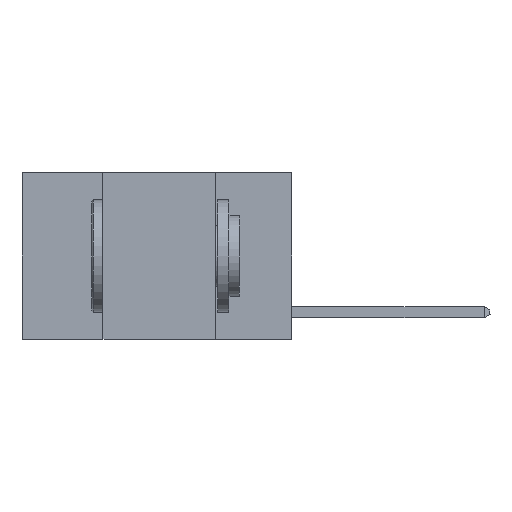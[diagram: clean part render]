
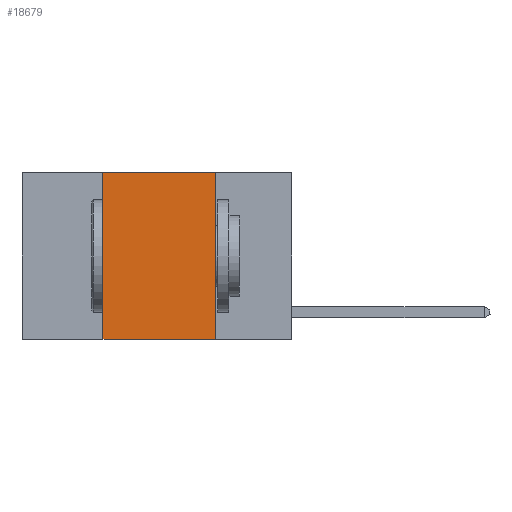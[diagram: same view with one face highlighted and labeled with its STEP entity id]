
A CAD part, left-side view. The second image highlights one B-rep face of the part: STEP entity #18679.
In plain terms, the highlighted planar face has unit normal (-1, 0, 0).
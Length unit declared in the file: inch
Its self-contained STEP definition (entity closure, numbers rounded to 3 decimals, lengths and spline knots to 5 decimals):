
#286 = VERTEX_POINT ( 'NONE', #16335 ) ;
#316 = ORIENTED_EDGE ( 'NONE', *, *, #14632, .F. ) ;
#688 = VECTOR ( 'NONE', #1304, 39.37008 ) ;
#768 = VECTOR ( 'NONE', #6083, 39.37008 ) ;
#1304 = DIRECTION ( 'NONE',  ( 0., -1., 0. ) ) ;
#1450 = CARTESIAN_POINT ( 'NONE',  ( 0., 0.42, 0. ) ) ;
#1715 = LINE ( 'NONE', #14586, #688 ) ;
#1962 = EDGE_CURVE ( 'NONE', #19395, #286, #1715, .T. ) ;
#3155 = DIRECTION ( 'NONE',  ( 0., 0., 1. ) ) ;
#3378 = FACE_OUTER_BOUND ( 'NONE', #9806, .T. ) ;
#4390 = CARTESIAN_POINT ( 'NONE',  ( 0., 0.6, -0.37 ) ) ;
#4803 = ORIENTED_EDGE ( 'NONE', *, *, #6346, .T. ) ;
#5532 = CARTESIAN_POINT ( 'NONE',  ( 0., 0.17, -0.37 ) ) ;
#6083 = DIRECTION ( 'NONE',  ( 0., -1., 0. ) ) ;
#6346 = EDGE_CURVE ( 'NONE', #13916, #17285, #18497, .T. ) ;
#6905 = CARTESIAN_POINT ( 'NONE',  ( 0., 0.42, 0. ) ) ;
#7146 = ORIENTED_EDGE ( 'NONE', *, *, #16794, .F. ) ;
#7364 = PLANE ( 'NONE',  #10698 ) ;
#8153 = ORIENTED_EDGE ( 'NONE', *, *, #1962, .F. ) ;
#9151 = VECTOR ( 'NONE', #10942, 39.37008 ) ;
#9234 = CARTESIAN_POINT ( 'NONE',  ( 0., 0.17, 0. ) ) ;
#9806 = EDGE_LOOP ( 'NONE', ( #7146, #8153, #316, #4803 ) ) ;
#10698 = AXIS2_PLACEMENT_3D ( 'NONE', #18998, #20618, #10712 ) ;
#10712 = DIRECTION ( 'NONE',  ( 0., 0., -1. ) ) ;
#10942 = DIRECTION ( 'NONE',  ( 0., 0., -1. ) ) ;
#11193 = CARTESIAN_POINT ( 'NONE',  ( 0., 0.42, -0.37 ) ) ;
#13916 = VERTEX_POINT ( 'NONE', #11193 ) ;
#14586 = CARTESIAN_POINT ( 'NONE',  ( 0., 0.6, 0. ) ) ;
#14632 = EDGE_CURVE ( 'NONE', #13916, #19395, #21375, .T. ) ;
#16335 = CARTESIAN_POINT ( 'NONE',  ( 0., 0.17, 0. ) ) ;
#16794 = EDGE_CURVE ( 'NONE', #286, #17285, #18044, .T. ) ;
#17285 = VERTEX_POINT ( 'NONE', #5532 ) ;
#18044 = LINE ( 'NONE', #9234, #9151 ) ;
#18497 = LINE ( 'NONE', #4390, #768 ) ;
#18679 = ADVANCED_FACE ( 'NONE', ( #3378 ), #7364, .F. ) ;
#18998 = CARTESIAN_POINT ( 'NONE',  ( 0., 0.6, 0. ) ) ;
#19395 = VERTEX_POINT ( 'NONE', #6905 ) ;
#20618 = DIRECTION ( 'NONE',  ( 1., 0., 0. ) ) ;
#20883 = VECTOR ( 'NONE', #3155, 39.37008 ) ;
#21375 = LINE ( 'NONE', #1450, #20883 ) ;
